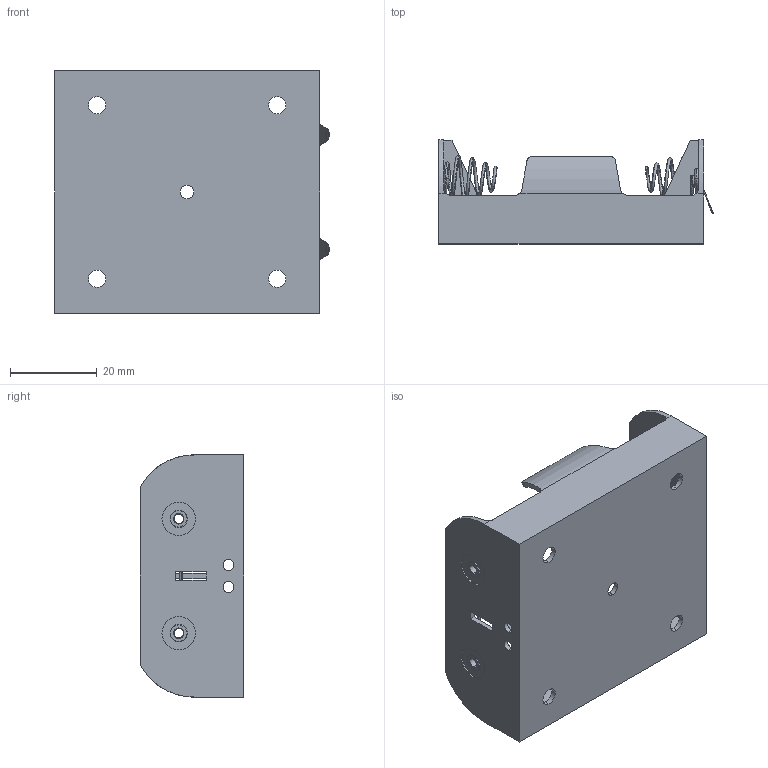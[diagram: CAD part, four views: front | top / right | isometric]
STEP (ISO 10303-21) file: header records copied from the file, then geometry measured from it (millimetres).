
FILE_DESCRIPTION (( 'STEP AP214' ), '1' );
FILE_NAME ('BH2CL.STEP', '2020-01-04T09:21:31', ( '' ), ( '' ), 'SwSTEP 2.0', 'SolidWorks 2017', '' );
FILE_SCHEMA (( 'AUTOMOTIVE_DESIGN' ));
Length unit declared in the file: inch
Products named in the file (1): BH2CL
Bounding box: 63.11 x 23.88 x 55.68 mm (x, y, z)
Volume: 8862 mm3; surface area: 17309.7 mm2
Topology: 6 solids, 6 shells, 248 faces, 644 edges, 416 vertices
Faces by surface type: cylinder 120, plane 80, torus 40, bspline 8
Entity records: 11961 total; most frequent: CARTESIAN_POINT 5643, DIRECTION 1330, ORIENTED_EDGE 1288, EDGE_CURVE 644, AXIS2_PLACEMENT_3D 529, VERTEX_POINT 416, EDGE_LOOP 306, CIRCLE 288
